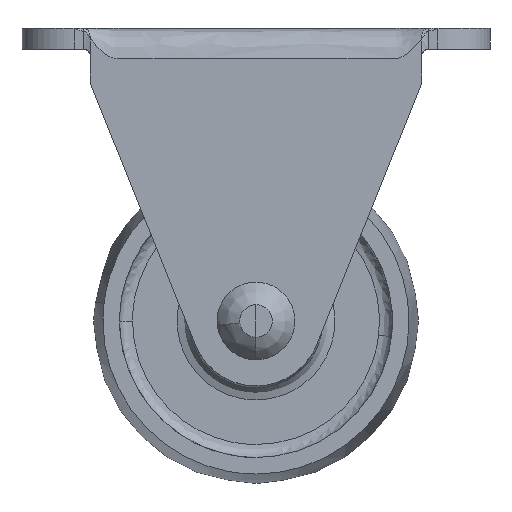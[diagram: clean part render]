
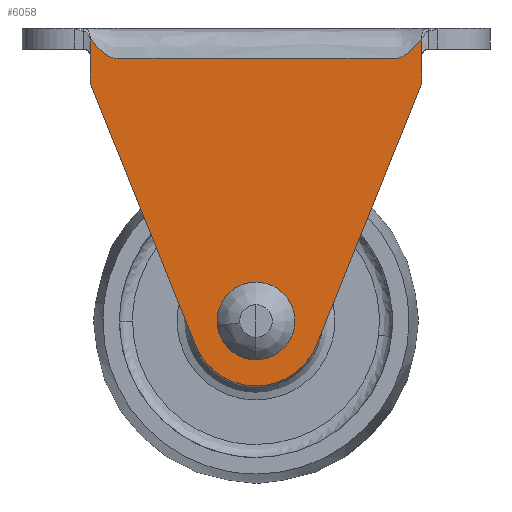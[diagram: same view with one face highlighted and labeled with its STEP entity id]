
A CAD part, front view. The second image highlights one B-rep face of the part: STEP entity #6058.
In plain terms, the highlighted free-form (B-spline) face has degree [1, 1] with [2, 2] control points.
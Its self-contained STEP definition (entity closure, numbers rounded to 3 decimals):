
#2869=CARTESIAN_POINT('',(-2.25,-9.15,0.02));
#2870=VERTEX_POINT('',#2869);
#2876=CARTESIAN_POINT('',(0.0,-9.15,-2.25));
#2877=VERTEX_POINT('',#2876);
#2878=CARTESIAN_POINT('',(-2.25,-9.15,0.02));
#2879=CARTESIAN_POINT('',(-2.25,-9.15,0.01));
#2880=CARTESIAN_POINT('',(-2.25,-9.15,0.0));
#2881=CARTESIAN_POINT('',(-2.25,-9.15,-2.25));
#2882=CARTESIAN_POINT('',(0.0,-9.15,-2.25));
#2890=(BOUNDED_CURVE()B_SPLINE_CURVE(2,(#2878,#2879,#2880,#2881,#2882),.UNSPECIFIED.,.F.,.U.)B_SPLINE_CURVE_WITH_KNOTS((3,2,3),(0.248,0.25,0.5),.UNSPECIFIED.)CURVE()GEOMETRIC_REPRESENTATION_ITEM()RATIONAL_B_SPLINE_CURVE((0.996,0.998,1.0,0.707,1.0))REPRESENTATION_ITEM(''));
#2891=EDGE_CURVE('',#2870,#2877,#2890,.T.);
#2893=CARTESIAN_POINT('',(2.233,-9.15,-0.279));
#2894=VERTEX_POINT('',#2893);
#2895=CARTESIAN_POINT('',(0.0,-9.15,-2.25));
#2896=CARTESIAN_POINT('',(1.986,-9.15,-2.25));
#2897=CARTESIAN_POINT('',(2.233,-9.15,-0.279));
#2905=(BOUNDED_CURVE()B_SPLINE_CURVE(2,(#2895,#2896,#2897),.UNSPECIFIED.,.F.,.U.)B_SPLINE_CURVE_WITH_KNOTS((3,3),(0.5,0.729),.UNSPECIFIED.)CURVE()GEOMETRIC_REPRESENTATION_ITEM()RATIONAL_B_SPLINE_CURVE((1.0,0.732,0.954))REPRESENTATION_ITEM(''));
#2906=EDGE_CURVE('',#2877,#2894,#2905,.T.);
#2956=CARTESIAN_POINT('',(0.0,-9.15,2.25));
#2957=VERTEX_POINT('',#2956);
#2958=CARTESIAN_POINT('',(2.233,-9.15,-0.279));
#2959=CARTESIAN_POINT('',(2.25,-9.15,-0.14));
#2960=CARTESIAN_POINT('',(2.25,-9.15,0.0));
#2961=CARTESIAN_POINT('',(2.25,-9.15,2.25));
#2962=CARTESIAN_POINT('',(0.0,-9.15,2.25));
#2970=(BOUNDED_CURVE()B_SPLINE_CURVE(2,(#2958,#2959,#2960,#2961,#2962),.UNSPECIFIED.,.F.,.U.)B_SPLINE_CURVE_WITH_KNOTS((3,2,3),(0.729,0.75,1.0),.UNSPECIFIED.)CURVE()GEOMETRIC_REPRESENTATION_ITEM()RATIONAL_B_SPLINE_CURVE((0.954,0.975,1.0,0.707,1.0))REPRESENTATION_ITEM(''));
#2971=EDGE_CURVE('',#2894,#2957,#2970,.T.);
#2973=CARTESIAN_POINT('',(0.0,-9.15,2.25));
#2974=CARTESIAN_POINT('',(-2.23,-9.15,2.25));
#2975=CARTESIAN_POINT('',(-2.25,-9.15,0.02));
#2983=(BOUNDED_CURVE()B_SPLINE_CURVE(2,(#2973,#2974,#2975),.UNSPECIFIED.,.F.,.U.)B_SPLINE_CURVE_WITH_KNOTS((3,3),(0.0,0.248),.UNSPECIFIED.)CURVE()GEOMETRIC_REPRESENTATION_ITEM()RATIONAL_B_SPLINE_CURVE((1.0,0.709,0.996))REPRESENTATION_ITEM(''));
#2984=EDGE_CURVE('',#2957,#2870,#2983,.T.);
#4241=CARTESIAN_POINT('',(12.75,-9.15,21.7));
#4242=VERTEX_POINT('',#4241);
#4340=CARTESIAN_POINT('',(-12.75,-9.15,21.7));
#4341=VERTEX_POINT('',#4340);
#4359=CARTESIAN_POINT('',(12.75,-9.15,21.7));
#4360=CARTESIAN_POINT('',(12.083,-9.15,20.95));
#4361=CARTESIAN_POINT('',(11.417,-9.15,20.2));
#4362=CARTESIAN_POINT('',(10.75,-9.15,20.2));
#4363=CARTESIAN_POINT('',(3.583,-9.15,20.2));
#4364=CARTESIAN_POINT('',(-3.583,-9.15,20.2));
#4365=CARTESIAN_POINT('',(-10.75,-9.15,20.2));
#4366=CARTESIAN_POINT('',(-11.417,-9.15,20.2));
#4367=CARTESIAN_POINT('',(-12.083,-9.15,20.95));
#4368=CARTESIAN_POINT('',(-12.75,-9.15,21.7));
#4369=B_SPLINE_CURVE_WITH_KNOTS('',3,(#4359,#4360,#4361,#4362,#4363,#4364,#4365,#4366,#4367,#4368),.UNSPECIFIED.,.F.,.U.,(4,3,3,4),(0.026,0.101,0.899,0.974),.UNSPECIFIED.);
#4370=EDGE_CURVE('',#4242,#4341,#4369,.T.);
#4523=CARTESIAN_POINT('',(-12.75,-9.15,20.4));
#4524=VERTEX_POINT('',#4523);
#4680=CARTESIAN_POINT('',(12.75,-9.15,20.4));
#4681=VERTEX_POINT('',#4680);
#5169=CARTESIAN_POINT('',(-12.75,-9.15,20.4));
#5170=CARTESIAN_POINT('',(-12.75,-9.15,21.7));
#5171=QUASI_UNIFORM_CURVE('',1,(#5169,#5170),.UNSPECIFIED.,.F.,.U.);
#5172=EDGE_CURVE('',#4524,#4341,#5171,.T.);
#5221=CARTESIAN_POINT('',(12.75,-9.15,20.4));
#5222=CARTESIAN_POINT('',(12.75,-9.15,21.7));
#5223=QUASI_UNIFORM_CURVE('',1,(#5221,#5222),.UNSPECIFIED.,.F.,.U.);
#5224=EDGE_CURVE('',#4681,#4242,#5223,.T.);
#5850=CARTESIAN_POINT('',(-4.639,-9.15,-1.866));
#5851=VERTEX_POINT('',#5850);
#5857=CARTESIAN_POINT('',(-12.75,-9.15,18.3));
#5858=VERTEX_POINT('',#5857);
#5859=CARTESIAN_POINT('',(-12.75,-9.15,18.3));
#5860=CARTESIAN_POINT('',(-4.639,-9.15,-1.866));
#5861=QUASI_UNIFORM_CURVE('',1,(#5859,#5860),.UNSPECIFIED.,.F.,.U.);
#5862=EDGE_CURVE('',#5858,#5851,#5861,.T.);
#5884=CARTESIAN_POINT('',(12.75,-9.15,18.3));
#5885=VERTEX_POINT('',#5884);
#5891=CARTESIAN_POINT('',(4.639,-9.15,-1.866));
#5892=VERTEX_POINT('',#5891);
#5893=CARTESIAN_POINT('',(4.639,-9.15,-1.866));
#5894=CARTESIAN_POINT('',(12.75,-9.15,18.3));
#5895=QUASI_UNIFORM_CURVE('',1,(#5893,#5894),.UNSPECIFIED.,.F.,.U.);
#5896=EDGE_CURVE('',#5892,#5885,#5895,.T.);
#5942=CARTESIAN_POINT('',(-4.639,-9.15,-1.866));
#5943=CARTESIAN_POINT('',(-3.378,-9.15,-5.));
#5944=CARTESIAN_POINT('',(0.,-9.15,-5.));
#5945=CARTESIAN_POINT('',(3.378,-9.15,-5.));
#5946=CARTESIAN_POINT('',(4.639,-9.15,-1.866));
#5954=(BOUNDED_CURVE()B_SPLINE_CURVE(2,(#5942,#5943,#5944,#5945,#5946),.UNSPECIFIED.,.F.,.U.)B_SPLINE_CURVE_WITH_KNOTS((3,2,3),(0.0,0.5,1.0),.UNSPECIFIED.)CURVE()GEOMETRIC_REPRESENTATION_ITEM()RATIONAL_B_SPLINE_CURVE((1.0,0.829,1.0,0.829,1.0))REPRESENTATION_ITEM(''));
#5955=EDGE_CURVE('',#5851,#5892,#5954,.T.);
#5969=CARTESIAN_POINT('',(-12.75,-9.15,18.3));
#5970=CARTESIAN_POINT('',(-12.75,-9.15,20.4));
#5971=QUASI_UNIFORM_CURVE('',1,(#5969,#5970),.UNSPECIFIED.,.F.,.U.);
#5972=EDGE_CURVE('',#5858,#4524,#5971,.T.);
#5985=CARTESIAN_POINT('',(12.75,-9.15,18.3));
#5986=CARTESIAN_POINT('',(12.75,-9.15,20.4));
#5987=QUASI_UNIFORM_CURVE('',1,(#5985,#5986),.UNSPECIFIED.,.F.,.U.);
#5988=EDGE_CURVE('',#5885,#4681,#5987,.T.);
#6037=CARTESIAN_POINT('',(-14.024,-9.15,-6.334));
#6038=CARTESIAN_POINT('',(-14.024,-9.15,23.034));
#6039=CARTESIAN_POINT('',(14.024,-9.15,-6.334));
#6040=CARTESIAN_POINT('',(14.024,-9.15,23.034));
#6041=B_SPLINE_SURFACE_WITH_KNOTS('',1,1,((#6037,#6039),(#6038,#6040)),.UNSPECIFIED.,.F.,.F.,.U.,(2,2),(2,2),(0.0,29.367),(0.0,28.047),.UNSPECIFIED.);
#6042=ORIENTED_EDGE('',*,*,#5224,.T.);
#6043=ORIENTED_EDGE('',*,*,#4370,.T.);
#6044=ORIENTED_EDGE('',*,*,#5172,.F.);
#6045=ORIENTED_EDGE('',*,*,#5972,.F.);
#6046=ORIENTED_EDGE('',*,*,#5862,.T.);
#6047=ORIENTED_EDGE('',*,*,#5955,.T.);
#6048=ORIENTED_EDGE('',*,*,#5896,.T.);
#6049=ORIENTED_EDGE('',*,*,#5988,.T.);
#6050=EDGE_LOOP('',(#6042,#6043,#6044,#6045,#6046,#6047,#6048,#6049));
#6051=FACE_OUTER_BOUND('',#6050,.T.);
#6052=ORIENTED_EDGE('',*,*,#2984,.F.);
#6053=ORIENTED_EDGE('',*,*,#2971,.F.);
#6054=ORIENTED_EDGE('',*,*,#2906,.F.);
#6055=ORIENTED_EDGE('',*,*,#2891,.F.);
#6056=EDGE_LOOP('',(#6052,#6053,#6054,#6055));
#6057=FACE_BOUND('',#6056,.T.);
#6058=ADVANCED_FACE('',(#6051,#6057),#6041,.F.);
